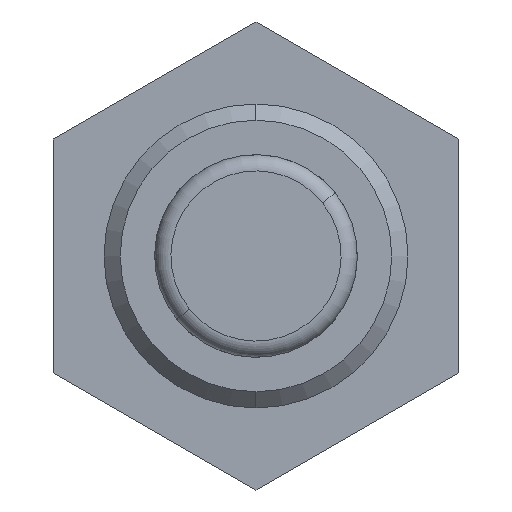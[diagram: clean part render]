
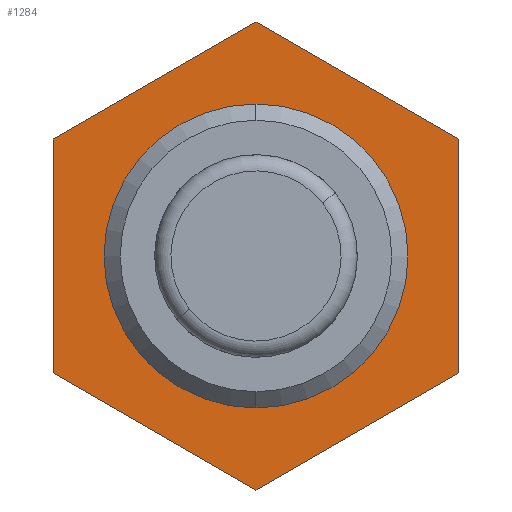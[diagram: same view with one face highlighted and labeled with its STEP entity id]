
A CAD part, left-side view. The second image highlights one B-rep face of the part: STEP entity #1284.
In plain terms, the highlighted planar face has unit normal (-1, 0, 0).
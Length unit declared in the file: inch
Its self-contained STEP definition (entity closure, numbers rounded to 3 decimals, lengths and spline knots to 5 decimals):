
#7 = LINE ( 'NONE', #442, #1354 ) ;
#13 = DIRECTION ( 'NONE',  ( 1., 0., 0. ) ) ;
#29 = VECTOR ( 'NONE', #1046, 39.37008 ) ;
#39 = ORIENTED_EDGE ( 'NONE', *, *, #229, .T. ) ;
#54 = EDGE_CURVE ( 'NONE', #278, #633, #1031, .T. ) ;
#62 = ORIENTED_EDGE ( 'NONE', *, *, #818, .T. ) ;
#86 = VERTEX_POINT ( 'NONE', #968 ) ;
#115 = DIRECTION ( 'NONE',  ( 0., 0., 1. ) ) ;
#171 = LINE ( 'NONE', #973, #484 ) ;
#229 = EDGE_CURVE ( 'NONE', #515, #1292, #1532, .T. ) ;
#236 = DIRECTION ( 'NONE',  ( 1., 0., 0. ) ) ;
#248 = CARTESIAN_POINT ( 'NONE',  ( 0.28, -0.25, 0.14434 ) ) ;
#268 = CARTESIAN_POINT ( 'NONE',  ( 0.28, -0.25, -0.14434 ) ) ;
#276 = EDGE_LOOP ( 'NONE', ( #1215, #1169, #1686, #1247, #1677, #373 ) ) ;
#278 = VERTEX_POINT ( 'NONE', #1144 ) ;
#312 = CARTESIAN_POINT ( 'NONE',  ( 0.28, 0., -0.28868 ) ) ;
#358 = CARTESIAN_POINT ( 'NONE',  ( 0.28, 0., 0.28868 ) ) ;
#371 = DIRECTION ( 'NONE',  ( 1., 0., 0. ) ) ;
#373 = ORIENTED_EDGE ( 'NONE', *, *, #425, .F. ) ;
#402 = EDGE_CURVE ( 'NONE', #86, #1009, #171, .T. ) ;
#425 = EDGE_CURVE ( 'NONE', #633, #1027, #528, .T. ) ;
#442 = CARTESIAN_POINT ( 'NONE',  ( 0.28, 0.25, -0.14434 ) ) ;
#454 = AXIS2_PLACEMENT_3D ( 'NONE', #1112, #236, #998 ) ;
#484 = VECTOR ( 'NONE', #709, 39.37008 ) ;
#490 = CARTESIAN_POINT ( 'NONE',  ( 0.28, 0., -0.1875 ) ) ;
#492 = VECTOR ( 'NONE', #1476, 39.37008 ) ;
#502 = DIRECTION ( 'NONE',  ( 0., 0., -1. ) ) ;
#513 = DIRECTION ( 'NONE',  ( 0., -0.866, -0.5 ) ) ;
#515 = VERTEX_POINT ( 'NONE', #1611 ) ;
#528 = LINE ( 'NONE', #312, #754 ) ;
#587 = VERTEX_POINT ( 'NONE', #248 ) ;
#626 = CARTESIAN_POINT ( 'NONE',  ( 0.28, 0., -0.28868 ) ) ;
#633 = VERTEX_POINT ( 'NONE', #626 ) ;
#709 = DIRECTION ( 'NONE',  ( 0., -0.866, 0.5 ) ) ;
#727 = EDGE_CURVE ( 'NONE', #587, #278, #913, .T. ) ;
#754 = VECTOR ( 'NONE', #962, 39.37008 ) ;
#818 = EDGE_CURVE ( 'NONE', #1292, #515, #1083, .T. ) ;
#824 = DIRECTION ( 'NONE',  ( 0., 0., -1. ) ) ;
#884 = EDGE_LOOP ( 'NONE', ( #39, #62 ) ) ;
#913 = LINE ( 'NONE', #1672, #29 ) ;
#962 = DIRECTION ( 'NONE',  ( 0., 0.866, 0.5 ) ) ;
#968 = CARTESIAN_POINT ( 'NONE',  ( 0.28, 0.25, 0.14434 ) ) ;
#973 = CARTESIAN_POINT ( 'NONE',  ( 0.28, 0.25, 0.14434 ) ) ;
#980 = CARTESIAN_POINT ( 'NONE',  ( 0.28, 0.25, -0.14434 ) ) ;
#998 = DIRECTION ( 'NONE',  ( 0., 0., -1. ) ) ;
#1009 = VERTEX_POINT ( 'NONE', #358 ) ;
#1018 = AXIS2_PLACEMENT_3D ( 'NONE', #1316, #371, #502 ) ;
#1027 = VERTEX_POINT ( 'NONE', #980 ) ;
#1031 = LINE ( 'NONE', #268, #492 ) ;
#1046 = DIRECTION ( 'NONE',  ( 0., 0., -1. ) ) ;
#1066 = FACE_BOUND ( 'NONE', #884, .T. ) ;
#1083 = CIRCLE ( 'NONE', #1449, 0.1875 ) ;
#1112 = CARTESIAN_POINT ( 'NONE',  ( 0.28, 0., 0. ) ) ;
#1117 = EDGE_CURVE ( 'NONE', #1009, #587, #1450, .T. ) ;
#1144 = CARTESIAN_POINT ( 'NONE',  ( 0.28, -0.25, -0.14434 ) ) ;
#1169 = ORIENTED_EDGE ( 'NONE', *, *, #727, .F. ) ;
#1215 = ORIENTED_EDGE ( 'NONE', *, *, #54, .F. ) ;
#1247 = ORIENTED_EDGE ( 'NONE', *, *, #402, .F. ) ;
#1284 = ADVANCED_FACE ( 'NONE', ( #1647, #1066 ), #1511, .F. ) ;
#1292 = VERTEX_POINT ( 'NONE', #490 ) ;
#1316 = CARTESIAN_POINT ( 'NONE',  ( 0.28, 0., 0. ) ) ;
#1354 = VECTOR ( 'NONE', #115, 39.37008 ) ;
#1373 = VECTOR ( 'NONE', #513, 39.37008 ) ;
#1441 = CARTESIAN_POINT ( 'NONE',  ( 0.28, 0., 0. ) ) ;
#1449 = AXIS2_PLACEMENT_3D ( 'NONE', #1441, #13, #824 ) ;
#1450 = LINE ( 'NONE', #1548, #1373 ) ;
#1476 = DIRECTION ( 'NONE',  ( 0., 0.866, -0.5 ) ) ;
#1511 = PLANE ( 'NONE',  #1018 ) ;
#1532 = CIRCLE ( 'NONE', #454, 0.1875 ) ;
#1548 = CARTESIAN_POINT ( 'NONE',  ( 0.28, 0., 0.28868 ) ) ;
#1570 = EDGE_CURVE ( 'NONE', #1027, #86, #7, .T. ) ;
#1611 = CARTESIAN_POINT ( 'NONE',  ( 0.28, 0., 0.1875 ) ) ;
#1647 = FACE_OUTER_BOUND ( 'NONE', #276, .T. ) ;
#1672 = CARTESIAN_POINT ( 'NONE',  ( 0.28, -0.25, 0.14434 ) ) ;
#1677 = ORIENTED_EDGE ( 'NONE', *, *, #1570, .F. ) ;
#1686 = ORIENTED_EDGE ( 'NONE', *, *, #1117, .F. ) ;
